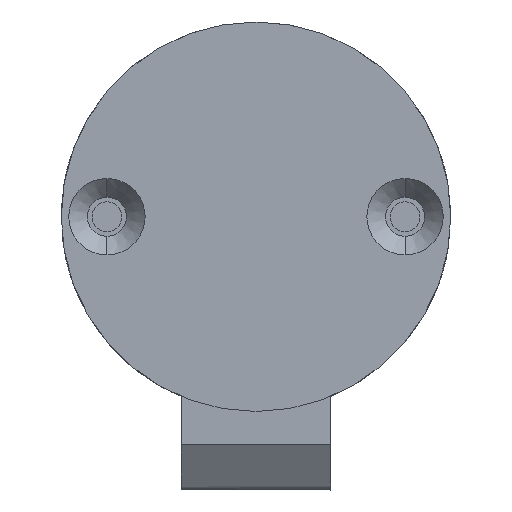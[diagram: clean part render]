
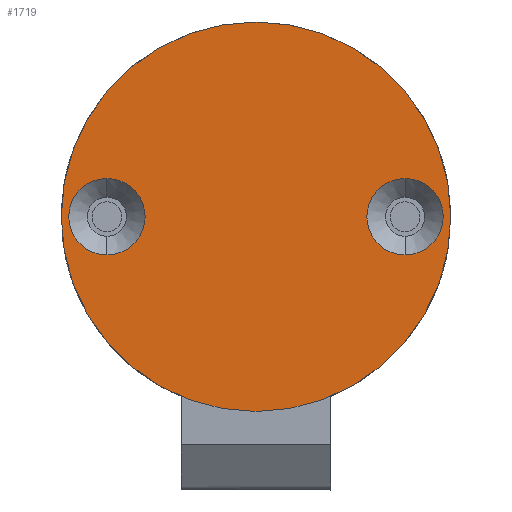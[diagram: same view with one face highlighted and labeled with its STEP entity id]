
A CAD part, front view. The second image highlights one B-rep face of the part: STEP entity #1719.
In plain terms, the highlighted face is planar.
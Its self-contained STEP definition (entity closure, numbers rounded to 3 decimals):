
#15 = DIRECTION ( 'NONE',  ( 0., 0., -1. ) ) ;
#38 = DIRECTION ( 'NONE',  ( 0., 0., -1. ) ) ;
#95 = EDGE_CURVE ( 'NONE', #3142, #1057, #2458, .T. ) ;
#112 = FACE_BOUND ( 'NONE', #492, .T. ) ;
#152 = ORIENTED_EDGE ( 'NONE', *, *, #2693, .T. ) ;
#286 = DIRECTION ( 'NONE',  ( 1., 0., 0. ) ) ;
#301 = DIRECTION ( 'NONE',  ( 1., 0., 0. ) ) ;
#335 = VERTEX_POINT ( 'NONE', #2574 ) ;
#415 = CARTESIAN_POINT ( 'NONE',  ( 0., 0., 1.5 ) ) ;
#447 = CARTESIAN_POINT ( 'NONE',  ( 0., 0., 1.5 ) ) ;
#492 = EDGE_LOOP ( 'NONE', ( #152, #623 ) ) ;
#539 = DIRECTION ( 'NONE',  ( 0., 0., -1. ) ) ;
#563 = EDGE_CURVE ( 'NONE', #1057, #3142, #4025, .T. ) ;
#623 = ORIENTED_EDGE ( 'NONE', *, *, #2997, .T. ) ;
#628 = CARTESIAN_POINT ( 'NONE',  ( -2.05, 8., 1.5 ) ) ;
#636 = AXIS2_PLACEMENT_3D ( 'NONE', #447, #2317, #727 ) ;
#654 = AXIS2_PLACEMENT_3D ( 'NONE', #415, #15, #3601 ) ;
#718 = CIRCLE ( 'NONE', #4050, 2.05 ) ;
#727 = DIRECTION ( 'NONE',  ( 1., 0., 0. ) ) ;
#737 = EDGE_LOOP ( 'NONE', ( #2690, #1909 ) ) ;
#824 = DIRECTION ( 'NONE',  ( 1., 0., 0. ) ) ;
#833 = EDGE_LOOP ( 'NONE', ( #1901, #1543 ) ) ;
#1057 = VERTEX_POINT ( 'NONE', #1131 ) ;
#1131 = CARTESIAN_POINT ( 'NONE',  ( -10.45, 0., 1.5 ) ) ;
#1140 = DIRECTION ( 'NONE',  ( 1., 0., 0. ) ) ;
#1186 = CIRCLE ( 'NONE', #3131, 2.05 ) ;
#1229 = EDGE_CURVE ( 'NONE', #3123, #335, #1508, .T. ) ;
#1243 = AXIS2_PLACEMENT_3D ( 'NONE', #2742, #3011, #824 ) ;
#1459 = FACE_OUTER_BOUND ( 'NONE', #737, .T. ) ;
#1496 = VERTEX_POINT ( 'NONE', #628 ) ;
#1508 = CIRCLE ( 'NONE', #2648, 2.05 ) ;
#1543 = ORIENTED_EDGE ( 'NONE', *, *, #1850, .T. ) ;
#1544 = VERTEX_POINT ( 'NONE', #1873 ) ;
#1710 = PLANE ( 'NONE',  #1243 ) ;
#1719 = ADVANCED_FACE ( 'NONE', ( #112, #2051, #1459 ), #1710, .T. ) ;
#1850 = EDGE_CURVE ( 'NONE', #335, #3123, #3578, .T. ) ;
#1873 = CARTESIAN_POINT ( 'NONE',  ( 2.05, 8., 1.5 ) ) ;
#1901 = ORIENTED_EDGE ( 'NONE', *, *, #1229, .T. ) ;
#1909 = ORIENTED_EDGE ( 'NONE', *, *, #563, .F. ) ;
#2051 = FACE_BOUND ( 'NONE', #833, .T. ) ;
#2317 = DIRECTION ( 'NONE',  ( 0., 0., -1. ) ) ;
#2458 = CIRCLE ( 'NONE', #654, 10.45 ) ;
#2574 = CARTESIAN_POINT ( 'NONE',  ( -2.05, -8., 1.5 ) ) ;
#2648 = AXIS2_PLACEMENT_3D ( 'NONE', #3243, #38, #3287 ) ;
#2690 = ORIENTED_EDGE ( 'NONE', *, *, #95, .F. ) ;
#2693 = EDGE_CURVE ( 'NONE', #1544, #1496, #718, .T. ) ;
#2742 = CARTESIAN_POINT ( 'NONE',  ( 0., 0., 1.5 ) ) ;
#2778 = CARTESIAN_POINT ( 'NONE',  ( 0., -8., 1.5 ) ) ;
#2893 = CARTESIAN_POINT ( 'NONE',  ( 0., 8., 1.5 ) ) ;
#2997 = EDGE_CURVE ( 'NONE', #1496, #1544, #1186, .T. ) ;
#3011 = DIRECTION ( 'NONE',  ( 0., 0., 1. ) ) ;
#3054 = CARTESIAN_POINT ( 'NONE',  ( 0., 8., 1.5 ) ) ;
#3087 = CARTESIAN_POINT ( 'NONE',  ( 10.45, 0., 1.5 ) ) ;
#3123 = VERTEX_POINT ( 'NONE', #3742 ) ;
#3131 = AXIS2_PLACEMENT_3D ( 'NONE', #3054, #3631, #1140 ) ;
#3142 = VERTEX_POINT ( 'NONE', #3087 ) ;
#3243 = CARTESIAN_POINT ( 'NONE',  ( 0., -8., 1.5 ) ) ;
#3287 = DIRECTION ( 'NONE',  ( 1., 0., 0. ) ) ;
#3578 = CIRCLE ( 'NONE', #3838, 2.05 ) ;
#3601 = DIRECTION ( 'NONE',  ( 1., 0., 0. ) ) ;
#3631 = DIRECTION ( 'NONE',  ( 0., 0., -1. ) ) ;
#3742 = CARTESIAN_POINT ( 'NONE',  ( 2.05, -8., 1.5 ) ) ;
#3838 = AXIS2_PLACEMENT_3D ( 'NONE', #2778, #539, #301 ) ;
#4025 = CIRCLE ( 'NONE', #636, 10.45 ) ;
#4050 = AXIS2_PLACEMENT_3D ( 'NONE', #2893, #4090, #286 ) ;
#4090 = DIRECTION ( 'NONE',  ( 0., 0., -1. ) ) ;
